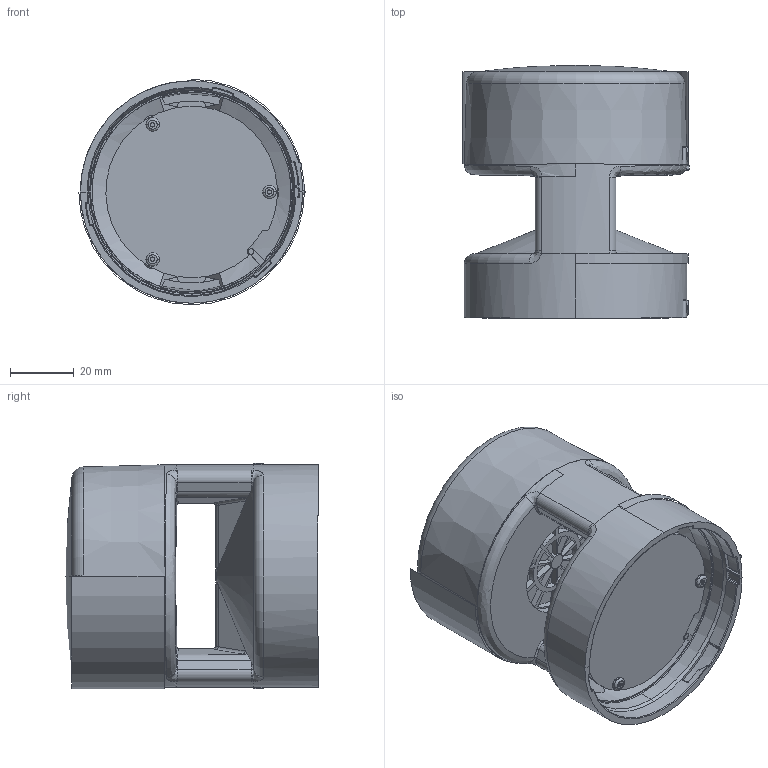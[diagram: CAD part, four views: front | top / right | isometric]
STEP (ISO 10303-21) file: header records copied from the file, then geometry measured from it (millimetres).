
FILE_DESCRIPTION((''),'2;1');
FILE_NAME('196695_ASM','2016-12-07T',('PDMAdmin'),('BANNER ENGINEERING'),'CREO PARAMETRIC BY PTC INC, 2016260','CREO PARAMETRIC BY PTC INC, 2016260','');
FILE_SCHEMA(('CONFIG_CONTROL_DESIGN'));
Length unit declared in the file: inch
Products named in the file (6): 192654; 193037; 192655; 178426; 140249; 196695_ASM
Assembly tree (7 placements, depth 2):
  196695_ASM
    192654
    193037
    192655
    178426
    140249  x3
Bounding box: 71.25 x 79.61 x 71 mm (x, y, z)
Volume: 113499.9 mm3; surface area: 72880 mm2
Topology: 7 solids, 12 shells, 1208 faces, 3818 edges, 2571 vertices
Faces by surface type: cylinder 450, bspline 362, plane 246, torus 60, cone 60, sphere 30
Entity records: 40507 total; most frequent: CARTESIAN_POINT 20508, ORIENTED_EDGE 4413, DIRECTION 3463, EDGE_CURVE 2426, VERTEX_POINT 1571, AXIS2_PLACEMENT_3D 1356, B_SPLINE_CURVE_WITH_KNOTS 990, EDGE_LOOP 920
